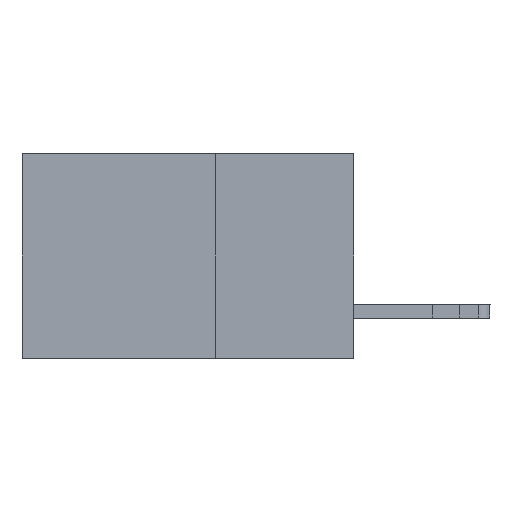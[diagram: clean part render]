
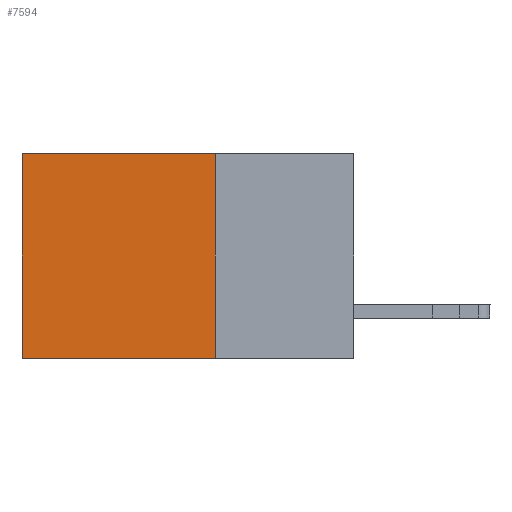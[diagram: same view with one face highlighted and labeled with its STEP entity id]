
A CAD part, left-side view. The second image highlights one B-rep face of the part: STEP entity #7594.
In plain terms, the highlighted planar face has unit normal (-1, 0, 0).
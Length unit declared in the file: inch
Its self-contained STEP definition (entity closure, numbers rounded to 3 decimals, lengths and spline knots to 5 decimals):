
#145 = EDGE_CURVE ( 'NONE', #11442, #16038, #2271, .T. ) ;
#1188 = EDGE_LOOP ( 'NONE', ( #1997, #9089, #16275, #7640 ) ) ;
#1492 = VERTEX_POINT ( 'NONE', #3878 ) ;
#1591 = DIRECTION ( 'NONE',  ( 1., 0., 0. ) ) ;
#1997 = ORIENTED_EDGE ( 'NONE', *, *, #10656, .T. ) ;
#2192 = VECTOR ( 'NONE', #3026, 39.37008 ) ;
#2271 = LINE ( 'NONE', #2460, #12943 ) ;
#2460 = CARTESIAN_POINT ( 'NONE',  ( 0.2875, 0.25, 0. ) ) ;
#2883 = DIRECTION ( 'NONE',  ( 0., 0., -1. ) ) ;
#2938 = DIRECTION ( 'NONE',  ( 0., 0., -1. ) ) ;
#3026 = DIRECTION ( 'NONE',  ( 0., 0., -1. ) ) ;
#3248 = AXIS2_PLACEMENT_3D ( 'NONE', #9304, #1591, #2883 ) ;
#3751 = VECTOR ( 'NONE', #2938, 39.37008 ) ;
#3768 = LINE ( 'NONE', #15275, #15249 ) ;
#3878 = CARTESIAN_POINT ( 'NONE',  ( 0.2875, 0.25, -0.37 ) ) ;
#4457 = EDGE_CURVE ( 'NONE', #1492, #10813, #3768, .T. ) ;
#5117 = DIRECTION ( 'NONE',  ( 0., 1., 0. ) ) ;
#6180 = LINE ( 'NONE', #15808, #3751 ) ;
#6646 = CARTESIAN_POINT ( 'NONE',  ( 0.2875, 0.25, 0. ) ) ;
#6672 = CARTESIAN_POINT ( 'NONE',  ( 0.2875, 0.6, 0. ) ) ;
#7594 = ADVANCED_FACE ( 'NONE', ( #10063 ), #15809, .F. ) ;
#7640 = ORIENTED_EDGE ( 'NONE', *, *, #145, .T. ) ;
#9089 = ORIENTED_EDGE ( 'NONE', *, *, #4457, .F. ) ;
#9304 = CARTESIAN_POINT ( 'NONE',  ( 0.2875, 0.25, 0. ) ) ;
#10063 = FACE_OUTER_BOUND ( 'NONE', #1188, .T. ) ;
#10656 = EDGE_CURVE ( 'NONE', #16038, #10813, #6180, .T. ) ;
#10813 = VERTEX_POINT ( 'NONE', #13614 ) ;
#11235 = DIRECTION ( 'NONE',  ( 0., 1., 0. ) ) ;
#11442 = VERTEX_POINT ( 'NONE', #13657 ) ;
#12866 = LINE ( 'NONE', #6646, #2192 ) ;
#12943 = VECTOR ( 'NONE', #11235, 39.37008 ) ;
#13614 = CARTESIAN_POINT ( 'NONE',  ( 0.2875, 0.6, -0.37 ) ) ;
#13657 = CARTESIAN_POINT ( 'NONE',  ( 0.2875, 0.25, 0. ) ) ;
#14663 = EDGE_CURVE ( 'NONE', #11442, #1492, #12866, .T. ) ;
#15249 = VECTOR ( 'NONE', #5117, 39.37008 ) ;
#15275 = CARTESIAN_POINT ( 'NONE',  ( 0.2875, 0.25, -0.37 ) ) ;
#15808 = CARTESIAN_POINT ( 'NONE',  ( 0.2875, 0.6, 0. ) ) ;
#15809 = PLANE ( 'NONE',  #3248 ) ;
#16038 = VERTEX_POINT ( 'NONE', #6672 ) ;
#16275 = ORIENTED_EDGE ( 'NONE', *, *, #14663, .F. ) ;
